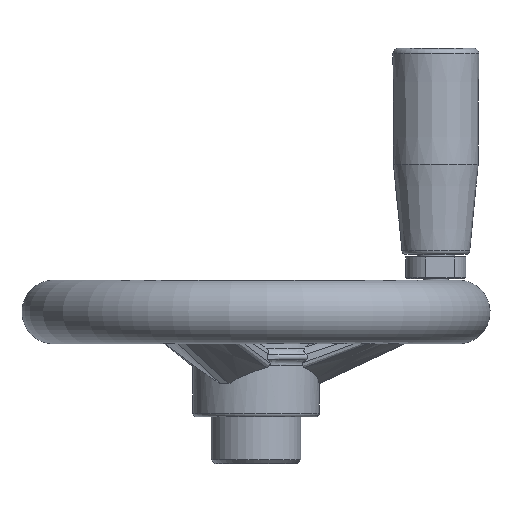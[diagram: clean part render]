
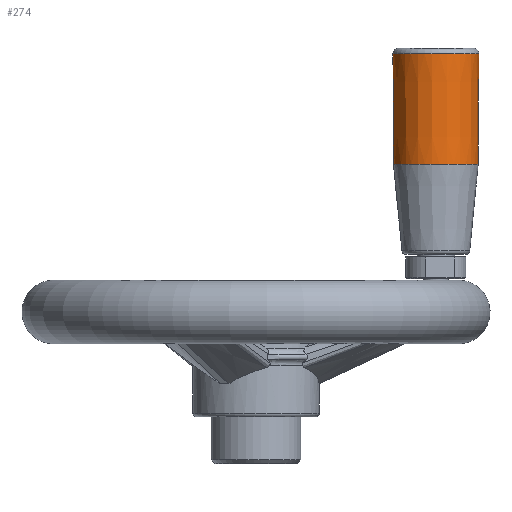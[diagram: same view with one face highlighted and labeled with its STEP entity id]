
A CAD part, front view. The second image highlights one B-rep face of the part: STEP entity #274.
In plain terms, the highlighted conical face has half-angle 0.277 degrees and reference radius 11.35 mm.
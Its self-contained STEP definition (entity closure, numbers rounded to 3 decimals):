
#274 = ADVANCED_FACE( '', ( #546, #547 ), #548, .T. );
#546 = FACE_OUTER_BOUND( '', #2414, .T. );
#547 = FACE_BOUND( '', #2415, .T. );
#548 = CONICAL_SURFACE( '', #2416, 11.35, 0.005 );
#2414 = EDGE_LOOP( '', ( #3195 ) );
#2415 = EDGE_LOOP( '', ( #3196 ) );
#2416 = AXIS2_PLACEMENT_3D( '', #3197, #3198, #3199 );
#3195 = ORIENTED_EDGE( '', *, *, #3501, .T. );
#3196 = ORIENTED_EDGE( '', *, *, #3500, .T. );
#3197 = CARTESIAN_POINT( '', ( 48., 0., 79.908 ) );
#3198 = DIRECTION( '', ( 0., 0., 1. ) );
#3199 = DIRECTION( '', ( 0.996, 0.086, 0. ) );
#3500 = EDGE_CURVE( '', #3965, #3965, #3966, .T. );
#3501 = EDGE_CURVE( '', #3967, #3967, #3968, .T. );
#3965 = VERTEX_POINT( '', #6704 );
#3966 = CIRCLE( '', #6705, 11.35 );
#3967 = VERTEX_POINT( '', #6706 );
#3968 = CIRCLE( '', #6707, 11.493 );
#6704 = CARTESIAN_POINT( '', ( 59.308, 0.972, 79.908 ) );
#6705 = AXIS2_PLACEMENT_3D( '', #6956, #6957, #6958 );
#6706 = CARTESIAN_POINT( '', ( 36.549, -0.984, 109.401 ) );
#6707 = AXIS2_PLACEMENT_3D( '', #6959, #6960, #6961 );
#6956 = CARTESIAN_POINT( '', ( 48., 0., 79.908 ) );
#6957 = DIRECTION( '', ( 0., 0., 1. ) );
#6958 = DIRECTION( '', ( 0.996, 0.086, 0. ) );
#6959 = CARTESIAN_POINT( '', ( 48., 0., 109.401 ) );
#6960 = DIRECTION( '', ( 0., 0., -1. ) );
#6961 = DIRECTION( '', ( -0.996, -0.086, 0. ) );
